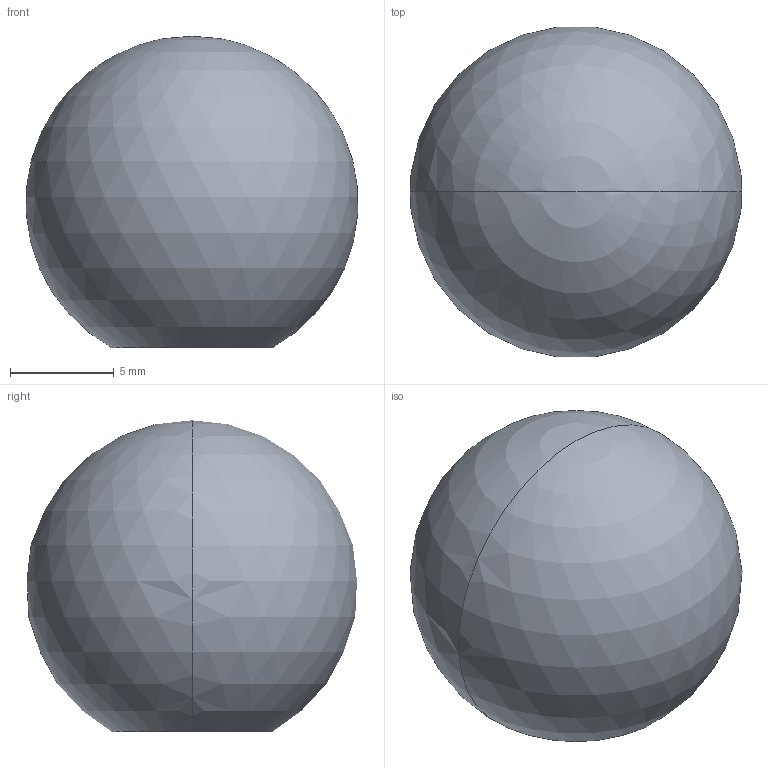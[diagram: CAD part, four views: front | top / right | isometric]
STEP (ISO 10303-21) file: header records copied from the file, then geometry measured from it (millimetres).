
FILE_DESCRIPTION(('STEP AP214'),'1');
FILE_NAME(' ',' ',('TraceParts'),('TraceParts S.A.'),'XStep 1.0',' ',' ');
FILE_SCHEMA(('automotive_design'));
Length unit declared in the file: millimetre
Products named in the file (1): 1
Bounding box: 15.95 x 15.89 x 15 mm (x, y, z)
Volume: 2033.5 mm3; surface area: 907.6 mm2
Topology: 1 solids, 1 shells, 14 faces, 35 edges, 21 vertices
Faces by surface type: cone 6, cylinder 4, sphere 2, plane 2
Entity records: 800 total; most frequent: DIRECTION 82, STYLED_ITEM 67, PRESENTATION_STYLE_ASSIGNMENT 67, CARTESIAN_POINT 67, COLOUR_RGB 67, ORIENTED_EDGE 62, AXIS2_PLACEMENT_3D 36, EDGE_CURVE 31
